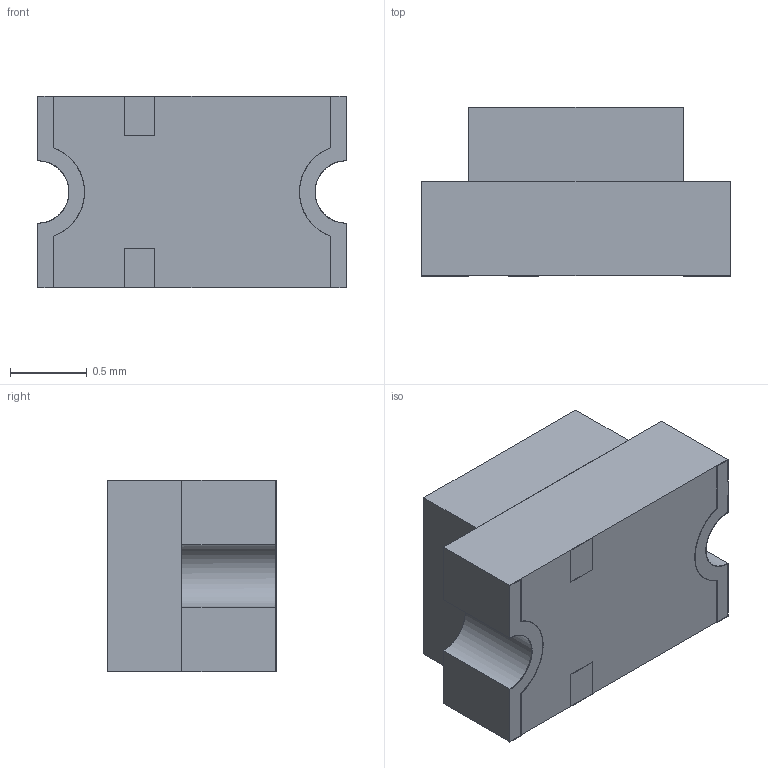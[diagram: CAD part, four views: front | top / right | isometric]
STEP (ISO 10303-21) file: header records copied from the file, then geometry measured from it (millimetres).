
FILE_DESCRIPTION(('CAx-IF Rec.Pracs.---Model Styling and Organization---1.5---2016-08-15','CAx-IF Rec.Pracs.---Geometric and Assembly Validation Properties---4.4---2016-08-17','CAx-IF Rec.Pracs.---User Defined Attributes---1.5---2016-08-15','CAx-IF Rec.Pracs.---External References---2.1---2005-01-19'),'2;1');
FILE_NAME('CMD17_21xxx_TR8.stp','2020-05-26T13:48:35',('Unspecified'),('Unspecified'),'CAD Exchanger 3.8.0 (cadexchanger.com)','Unspecified','');
FILE_SCHEMA(('AUTOMOTIVE_DESIGN { 1 0 10303 214 1 1 1 1 }'));
Length unit declared in the file: millimetre
Bounding box: 2.01 x 1.1 x 1.24 mm (x, y, z)
Surface area: 15.8 mm2 (no closed solid volume)
Topology: 0 solids, 48 shells, 48 faces, 216 edges, 216 vertices
Faces by surface type: bspline 42, cylinder 6
Entity records: 2615 total; most frequent: CARTESIAN_POINT 1087, ORIENTED_EDGE 216, EDGE_CURVE 216, VERTEX_POINT 216, B_SPLINE_CURVE_WITH_KNOTS 216, OPEN_SHELL 48, ADVANCED_FACE 48, FACE_BOUND 48
